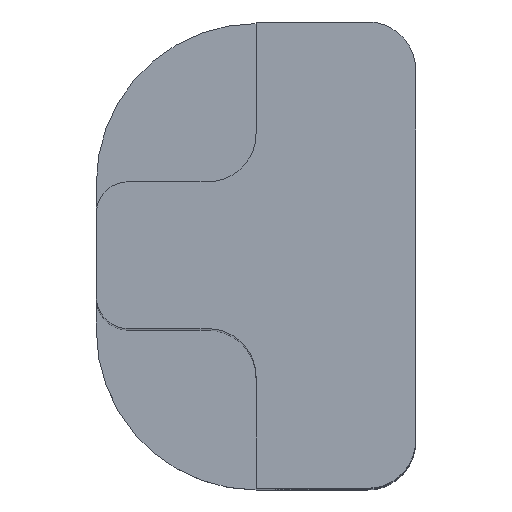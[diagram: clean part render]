
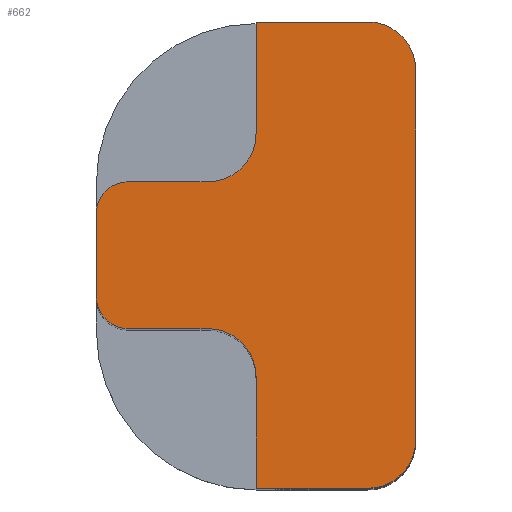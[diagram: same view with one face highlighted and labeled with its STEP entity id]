
A CAD part, top view. The second image highlights one B-rep face of the part: STEP entity #662.
In plain terms, the highlighted face is planar.
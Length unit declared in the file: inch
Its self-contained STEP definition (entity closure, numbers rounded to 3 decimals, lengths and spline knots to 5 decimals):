
#36=PLANE('',#730);
#62=FACE_OUTER_BOUND('',#105,.T.);
#105=EDGE_LOOP('',(#502,#503,#504,#505,#506,#507,#508,#509,#510,#511,#512,
#513,#514,#515));
#154=LINE('',#1058,#212);
#157=LINE('',#1072,#215);
#158=LINE('',#1074,#216);
#159=LINE('',#1078,#217);
#160=LINE('',#1082,#218);
#161=LINE('',#1086,#219);
#162=LINE('',#1090,#220);
#163=LINE('',#1092,#221);
#212=VECTOR('',#848,0.3937);
#215=VECTOR('',#863,0.3937);
#216=VECTOR('',#864,0.3937);
#217=VECTOR('',#867,0.3937);
#218=VECTOR('',#870,0.3937);
#219=VECTOR('',#873,0.3937);
#220=VECTOR('',#876,0.3937);
#221=VECTOR('',#877,0.3937);
#266=CIRCLE('',#731,0.29528);
#267=CIRCLE('',#732,0.29528);
#268=CIRCLE('',#733,0.19685);
#269=CIRCLE('',#734,0.19685);
#270=CIRCLE('',#735,0.29528);
#271=CIRCLE('',#736,0.29528);
#309=VERTEX_POINT('',#1055);
#310=VERTEX_POINT('',#1057);
#314=VERTEX_POINT('',#1069);
#315=VERTEX_POINT('',#1071);
#316=VERTEX_POINT('',#1073);
#317=VERTEX_POINT('',#1075);
#318=VERTEX_POINT('',#1077);
#319=VERTEX_POINT('',#1079);
#320=VERTEX_POINT('',#1081);
#321=VERTEX_POINT('',#1083);
#322=VERTEX_POINT('',#1085);
#323=VERTEX_POINT('',#1087);
#324=VERTEX_POINT('',#1089);
#325=VERTEX_POINT('',#1091);
#380=EDGE_CURVE('',#310,#309,#154,.T.);
#386=EDGE_CURVE('',#309,#314,#266,.T.);
#387=EDGE_CURVE('',#314,#315,#157,.T.);
#388=EDGE_CURVE('',#315,#316,#158,.T.);
#389=EDGE_CURVE('',#316,#317,#267,.T.);
#390=EDGE_CURVE('',#317,#318,#159,.T.);
#391=EDGE_CURVE('',#318,#319,#268,.T.);
#392=EDGE_CURVE('',#319,#320,#160,.T.);
#393=EDGE_CURVE('',#320,#321,#269,.T.);
#394=EDGE_CURVE('',#321,#322,#161,.T.);
#395=EDGE_CURVE('',#322,#323,#270,.T.);
#396=EDGE_CURVE('',#323,#324,#162,.T.);
#397=EDGE_CURVE('',#324,#325,#163,.T.);
#398=EDGE_CURVE('',#325,#310,#271,.T.);
#502=ORIENTED_EDGE('',*,*,#380,.T.);
#503=ORIENTED_EDGE('',*,*,#386,.T.);
#504=ORIENTED_EDGE('',*,*,#387,.T.);
#505=ORIENTED_EDGE('',*,*,#388,.T.);
#506=ORIENTED_EDGE('',*,*,#389,.T.);
#507=ORIENTED_EDGE('',*,*,#390,.T.);
#508=ORIENTED_EDGE('',*,*,#391,.T.);
#509=ORIENTED_EDGE('',*,*,#392,.T.);
#510=ORIENTED_EDGE('',*,*,#393,.T.);
#511=ORIENTED_EDGE('',*,*,#394,.T.);
#512=ORIENTED_EDGE('',*,*,#395,.T.);
#513=ORIENTED_EDGE('',*,*,#396,.T.);
#514=ORIENTED_EDGE('',*,*,#397,.T.);
#515=ORIENTED_EDGE('',*,*,#398,.T.);
#662=ADVANCED_FACE('',(#62),#36,.T.);
#730=AXIS2_PLACEMENT_3D('',#1068,#859,#860);
#731=AXIS2_PLACEMENT_3D('',#1070,#861,#862);
#732=AXIS2_PLACEMENT_3D('',#1076,#865,#866);
#733=AXIS2_PLACEMENT_3D('',#1080,#868,#869);
#734=AXIS2_PLACEMENT_3D('',#1084,#871,#872);
#735=AXIS2_PLACEMENT_3D('',#1088,#874,#875);
#736=AXIS2_PLACEMENT_3D('',#1093,#878,#879);
#848=DIRECTION('',(0.,0.,-1.));
#859=DIRECTION('center_axis',(0.,1.,0.));
#860=DIRECTION('ref_axis',(-1.,0.,0.));
#861=DIRECTION('center_axis',(0.,1.,0.));
#862=DIRECTION('ref_axis',(0.707,0.,-0.707));
#863=DIRECTION('',(-1.,0.,0.));
#864=DIRECTION('',(0.,0.,1.));
#865=DIRECTION('center_axis',(0.,-1.,0.));
#866=DIRECTION('ref_axis',(0.707,0.,0.707));
#867=DIRECTION('',(-1.,0.,0.));
#868=DIRECTION('center_axis',(0.,1.,0.));
#869=DIRECTION('ref_axis',(-0.707,0.,-0.707));
#870=DIRECTION('',(0.,0.,1.));
#871=DIRECTION('center_axis',(0.,1.,0.));
#872=DIRECTION('ref_axis',(-0.707,0.,0.707));
#873=DIRECTION('',(1.,0.,0.));
#874=DIRECTION('center_axis',(0.,-1.,0.));
#875=DIRECTION('ref_axis',(0.707,0.,-0.707));
#876=DIRECTION('',(0.,0.,1.));
#877=DIRECTION('',(1.,0.,0.));
#878=DIRECTION('center_axis',(0.,1.,0.));
#879=DIRECTION('ref_axis',(0.707,0.,0.707));
#1055=CARTESIAN_POINT('',(-1.48425,1.46497,0.26352));
#1057=CARTESIAN_POINT('',(-1.48425,1.46497,2.54698));
#1058=CARTESIAN_POINT('',(-1.48425,1.46497,1.858));
#1068=CARTESIAN_POINT('Origin',(-0.39764,1.46497,1.40525));
#1069=CARTESIAN_POINT('',(-1.77953,1.46497,-0.03176));
#1070=CARTESIAN_POINT('Origin',(-1.77953,1.46497,0.26352));
#1071=CARTESIAN_POINT('',(-2.4685,1.46497,-0.03176));
#1072=CARTESIAN_POINT('',(-1.48425,1.46497,-0.03176));
#1073=CARTESIAN_POINT('',(-2.4685,1.46497,0.65722));
#1074=CARTESIAN_POINT('',(-2.4685,1.46497,0.95249));
#1075=CARTESIAN_POINT('',(-2.76378,1.46497,0.95249));
#1076=CARTESIAN_POINT('Origin',(-2.76378,1.46497,0.65722));
#1077=CARTESIAN_POINT('',(-3.25591,1.46497,0.95249));
#1078=CARTESIAN_POINT('',(-2.4685,1.46497,0.95249));
#1079=CARTESIAN_POINT('',(-3.45276,1.46497,1.14934));
#1080=CARTESIAN_POINT('Origin',(-3.25591,1.46497,1.14934));
#1081=CARTESIAN_POINT('',(-3.45276,1.46497,1.66115));
#1082=CARTESIAN_POINT('',(-3.45276,1.46497,1.858));
#1083=CARTESIAN_POINT('',(-3.25591,1.46497,1.858));
#1084=CARTESIAN_POINT('Origin',(-3.25591,1.46497,1.66115));
#1085=CARTESIAN_POINT('',(-2.76378,1.46497,1.858));
#1086=CARTESIAN_POINT('',(-2.4685,1.46497,1.858));
#1087=CARTESIAN_POINT('',(-2.4685,1.46497,2.15328));
#1088=CARTESIAN_POINT('Origin',(-2.76378,1.46497,2.15328));
#1089=CARTESIAN_POINT('',(-2.4685,1.46497,2.84226));
#1090=CARTESIAN_POINT('',(-2.4685,1.46497,2.84226));
#1091=CARTESIAN_POINT('',(-1.77953,1.46497,2.84226));
#1092=CARTESIAN_POINT('',(-1.48425,1.46497,2.84226));
#1093=CARTESIAN_POINT('Origin',(-1.77953,1.46497,2.54698));
